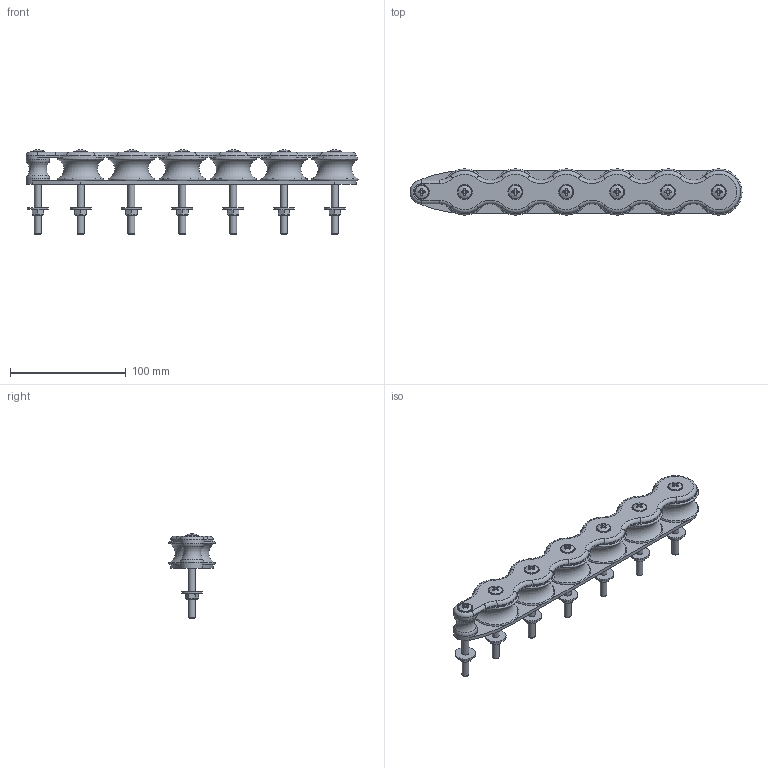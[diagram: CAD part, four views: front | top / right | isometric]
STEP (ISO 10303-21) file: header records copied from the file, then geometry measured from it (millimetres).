
FILE_DESCRIPTION(/* description */ (''),/* implementation_level */ '2;1');
FILE_NAME(/* name */ 'D460.stp',/* time_stamp */ '2016-04-04T11:21:36+02:00',/* author */ ('Nicola'),/* organization */ (''),/* preprocessor_version */ 'ST-DEVELOPER v16.1',/* originating_system */ 'Autodesk Inventor 2016',/* authorisation */ '');
FILE_SCHEMA (('AUTOMOTIVE_DESIGN { 1 0 10303 214 3 1 1 }'));
Length unit declared in the file: millimetre
Products named in the file (1): D460
Bounding box: 287.25 x 40 x 72.89 mm (x, y, z)
Volume: 186809.9 mm3; surface area: 78712.6 mm2
Topology: 1 solids, 1 shells, 373 faces, 888 edges, 571 vertices
Faces by surface type: plane 188, cylinder 70, cone 56, torus 52, sphere 7
Full cylindrical faces by diameter (mm): 6 x14, 10 x12, 12 x7, 18 x7, 20.5 x2
Entity records: 10254 total; most frequent: CARTESIAN_POINT 2102, DIRECTION 1764, ORIENTED_EDGE 1520, EDGE_CURVE 760, AXIS2_PLACEMENT_3D 742, VERTEX_POINT 548, EDGE_LOOP 544, FACE_OUTER_BOUND 373
